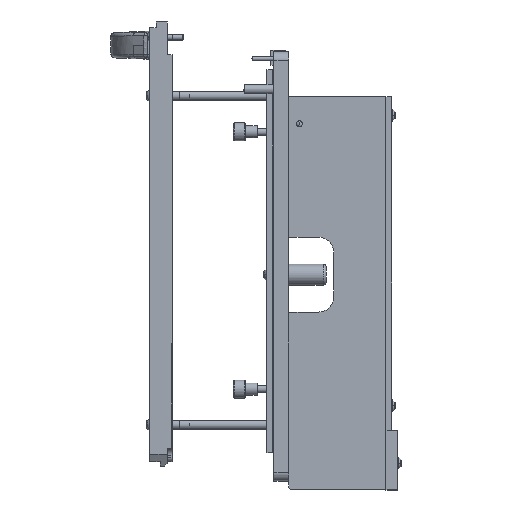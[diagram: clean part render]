
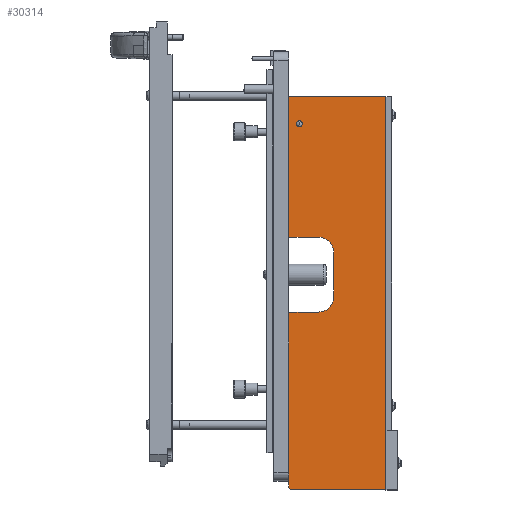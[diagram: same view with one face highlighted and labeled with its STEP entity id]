
A CAD part, left-side view. The second image highlights one B-rep face of the part: STEP entity #30314.
In plain terms, the highlighted face is planar.
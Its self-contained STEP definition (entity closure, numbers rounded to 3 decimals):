
#197 = VERTEX_POINT ( 'NONE', #45774 ) ;
#1036 = ORIENTED_EDGE ( 'NONE', *, *, #45623, .T. ) ;
#2247 = AXIS2_PLACEMENT_3D ( 'NONE', #46762, #46529, #14479 ) ;
#2551 = DIRECTION ( 'NONE',  ( 0., 0., 1. ) ) ;
#2737 = DIRECTION ( 'NONE',  ( 0., 0., -1. ) ) ;
#3042 = CARTESIAN_POINT ( 'NONE',  ( 5., 57.9, -113.5 ) ) ;
#3801 = VECTOR ( 'NONE', #2737, 1000. ) ;
#4172 = VERTEX_POINT ( 'NONE', #15912 ) ;
#4230 = VERTEX_POINT ( 'NONE', #23373 ) ;
#5383 = LINE ( 'NONE', #11671, #17346 ) ;
#5505 = DIRECTION ( 'NONE',  ( 0., 0., 1. ) ) ;
#6049 = DIRECTION ( 'NONE',  ( 0., -1., 0. ) ) ;
#6145 = CARTESIAN_POINT ( 'NONE',  ( 5., 65., 129.5 ) ) ;
#6227 = ORIENTED_EDGE ( 'NONE', *, *, #24299, .F. ) ;
#6603 = LINE ( 'NONE', #11415, #33336 ) ;
#7586 = EDGE_CURVE ( 'NONE', #45848, #31966, #10344, .T. ) ;
#7979 = VERTEX_POINT ( 'NONE', #41250 ) ;
#8715 = EDGE_CURVE ( 'NONE', #4172, #15385, #38171, .T. ) ;
#8742 = EDGE_CURVE ( 'NONE', #32387, #37105, #5383, .T. ) ;
#9438 = ORIENTED_EDGE ( 'NONE', *, *, #39467, .F. ) ;
#9571 = DIRECTION ( 'NONE',  ( -1., 0., 0. ) ) ;
#9652 = CARTESIAN_POINT ( 'NONE',  ( 5., 65., -131.5 ) ) ;
#10344 = CIRCLE ( 'NONE', #45740, 2. ) ;
#10456 = CARTESIAN_POINT ( 'NONE',  ( 5., 0., 131.5 ) ) ;
#11320 = CARTESIAN_POINT ( 'NONE',  ( 5., 45., 12.5 ) ) ;
#11415 = CARTESIAN_POINT ( 'NONE',  ( 5., 65., 131.5 ) ) ;
#11671 = CARTESIAN_POINT ( 'NONE',  ( 5., 65., 12.5 ) ) ;
#12197 = LINE ( 'NONE', #19473, #15207 ) ;
#12352 = FACE_OUTER_BOUND ( 'NONE', #33213, .T. ) ;
#12745 = CARTESIAN_POINT ( 'NONE',  ( 5., 35., 2.5 ) ) ;
#12841 = DIRECTION ( 'NONE',  ( 0., 0., -1. ) ) ;
#13149 = CARTESIAN_POINT ( 'NONE',  ( 5., 45., -37.5 ) ) ;
#13514 = ORIENTED_EDGE ( 'NONE', *, *, #32691, .F. ) ;
#13860 = AXIS2_PLACEMENT_3D ( 'NONE', #19582, #34256, #41260 ) ;
#14365 = EDGE_LOOP ( 'NONE', ( #46949, #46866 ) ) ;
#14479 = DIRECTION ( 'NONE',  ( 0., 0., -1. ) ) ;
#15187 = CARTESIAN_POINT ( 'NONE',  ( 5., 65., -37.5 ) ) ;
#15207 = VECTOR ( 'NONE', #29810, 1000. ) ;
#15385 = VERTEX_POINT ( 'NONE', #38642 ) ;
#15912 = CARTESIAN_POINT ( 'NONE',  ( 5., 63.845, 131.5 ) ) ;
#17346 = VECTOR ( 'NONE', #33607, 1000. ) ;
#17720 = DIRECTION ( 'NONE',  ( 0., -0.5, 0.866 ) ) ;
#19473 = CARTESIAN_POINT ( 'NONE',  ( 5., 65., -37.5 ) ) ;
#19520 = AXIS2_PLACEMENT_3D ( 'NONE', #23449, #41300, #34536 ) ;
#19582 = CARTESIAN_POINT ( 'NONE',  ( 5., 45., -27.5 ) ) ;
#20302 = VERTEX_POINT ( 'NONE', #15187 ) ;
#20765 = CIRCLE ( 'NONE', #2247, 10. ) ;
#21594 = CIRCLE ( 'NONE', #13860, 10. ) ;
#21988 = CARTESIAN_POINT ( 'NONE',  ( 5., 57.9, -115.5 ) ) ;
#22038 = CARTESIAN_POINT ( 'NONE',  ( 5., 65., 129.5 ) ) ;
#23373 = CARTESIAN_POINT ( 'NONE',  ( 5., 65., -131.5 ) ) ;
#23449 = CARTESIAN_POINT ( 'NONE',  ( 5., 65., 131.5 ) ) ;
#23742 = EDGE_CURVE ( 'NONE', #4230, #7979, #30894, .T. ) ;
#24007 = AXIS2_PLACEMENT_3D ( 'NONE', #46683, #9571, #5505 ) ;
#24299 = EDGE_CURVE ( 'NONE', #37923, #20302, #12197, .T. ) ;
#25784 = CARTESIAN_POINT ( 'NONE',  ( 5., 65., 12.5 ) ) ;
#27690 = LINE ( 'NONE', #12745, #45864 ) ;
#28006 = CARTESIAN_POINT ( 'NONE',  ( 5., 57.9, -111.5 ) ) ;
#28224 = ORIENTED_EDGE ( 'NONE', *, *, #35497, .F. ) ;
#28427 = VECTOR ( 'NONE', #17720, 1000. ) ;
#28621 = CIRCLE ( 'NONE', #24007, 2. ) ;
#29810 = DIRECTION ( 'NONE',  ( 0., 1., 0. ) ) ;
#29969 = PLANE ( 'NONE',  #19520 ) ;
#30183 = CARTESIAN_POINT ( 'NONE',  ( 5., 35., -27.5 ) ) ;
#30206 = FACE_BOUND ( 'NONE', #14365, .T. ) ;
#30248 = EDGE_CURVE ( 'NONE', #20302, #4230, #6603, .T. ) ;
#30314 = ADVANCED_FACE ( 'NONE', ( #30206, #12352 ), #29969, .F. ) ;
#30894 = LINE ( 'NONE', #9652, #40588 ) ;
#31185 = VECTOR ( 'NONE', #34551, 1000. ) ;
#31310 = VERTEX_POINT ( 'NONE', #6145 ) ;
#31542 = ORIENTED_EDGE ( 'NONE', *, *, #45619, .T. ) ;
#31910 = ORIENTED_EDGE ( 'NONE', *, *, #23742, .F. ) ;
#31966 = VERTEX_POINT ( 'NONE', #21988 ) ;
#32387 = VERTEX_POINT ( 'NONE', #25784 ) ;
#32640 = DIRECTION ( 'NONE',  ( 0., 0., -1. ) ) ;
#32691 = EDGE_CURVE ( 'NONE', #31310, #32387, #36999, .T. ) ;
#32881 = LINE ( 'NONE', #22038, #28427 ) ;
#33213 = EDGE_LOOP ( 'NONE', ( #13514, #31542, #36425, #1036, #31910, #44345, #6227, #40832, #28224, #9438, #36295 ) ) ;
#33336 = VECTOR ( 'NONE', #32640, 1000. ) ;
#33607 = DIRECTION ( 'NONE',  ( 0., -1., 0. ) ) ;
#34256 = DIRECTION ( 'NONE',  ( 1., 0., 0. ) ) ;
#34536 = DIRECTION ( 'NONE',  ( 0., 0., 1. ) ) ;
#34551 = DIRECTION ( 'NONE',  ( 0., -1., 0. ) ) ;
#35169 = VERTEX_POINT ( 'NONE', #30183 ) ;
#35497 = EDGE_CURVE ( 'NONE', #197, #35169, #27690, .T. ) ;
#35763 = VECTOR ( 'NONE', #12841, 1000. ) ;
#36295 = ORIENTED_EDGE ( 'NONE', *, *, #8742, .F. ) ;
#36425 = ORIENTED_EDGE ( 'NONE', *, *, #8715, .T. ) ;
#36999 = LINE ( 'NONE', #40842, #35763 ) ;
#37105 = VERTEX_POINT ( 'NONE', #11320 ) ;
#37923 = VERTEX_POINT ( 'NONE', #13149 ) ;
#38171 = LINE ( 'NONE', #41801, #31185 ) ;
#38642 = CARTESIAN_POINT ( 'NONE',  ( 5., 0., 131.5 ) ) ;
#39467 = EDGE_CURVE ( 'NONE', #37105, #197, #20765, .T. ) ;
#40210 = EDGE_CURVE ( 'NONE', #35169, #37923, #21594, .T. ) ;
#40588 = VECTOR ( 'NONE', #6049, 1000. ) ;
#40832 = ORIENTED_EDGE ( 'NONE', *, *, #40210, .F. ) ;
#40842 = CARTESIAN_POINT ( 'NONE',  ( 5., 65., 131.5 ) ) ;
#41250 = CARTESIAN_POINT ( 'NONE',  ( 5., 0., -131.5 ) ) ;
#41260 = DIRECTION ( 'NONE',  ( 0., 0., -1. ) ) ;
#41300 = DIRECTION ( 'NONE',  ( -1., 0., 0. ) ) ;
#41506 = EDGE_CURVE ( 'NONE', #31966, #45848, #28621, .T. ) ;
#41801 = CARTESIAN_POINT ( 'NONE',  ( 5., 65., 131.5 ) ) ;
#42164 = DIRECTION ( 'NONE',  ( 0., 0., -1. ) ) ;
#43774 = DIRECTION ( 'NONE',  ( -1., 0., 0. ) ) ;
#43966 = LINE ( 'NONE', #10456, #3801 ) ;
#44345 = ORIENTED_EDGE ( 'NONE', *, *, #30248, .F. ) ;
#45619 = EDGE_CURVE ( 'NONE', #31310, #4172, #32881, .T. ) ;
#45623 = EDGE_CURVE ( 'NONE', #15385, #7979, #43966, .T. ) ;
#45740 = AXIS2_PLACEMENT_3D ( 'NONE', #3042, #43774, #2551 ) ;
#45774 = CARTESIAN_POINT ( 'NONE',  ( 5., 35., 2.5 ) ) ;
#45848 = VERTEX_POINT ( 'NONE', #28006 ) ;
#45864 = VECTOR ( 'NONE', #42164, 1000. ) ;
#46529 = DIRECTION ( 'NONE',  ( 1., 0., 0. ) ) ;
#46683 = CARTESIAN_POINT ( 'NONE',  ( 5., 57.9, -113.5 ) ) ;
#46762 = CARTESIAN_POINT ( 'NONE',  ( 5., 45., 2.5 ) ) ;
#46866 = ORIENTED_EDGE ( 'NONE', *, *, #41506, .T. ) ;
#46949 = ORIENTED_EDGE ( 'NONE', *, *, #7586, .T. ) ;
